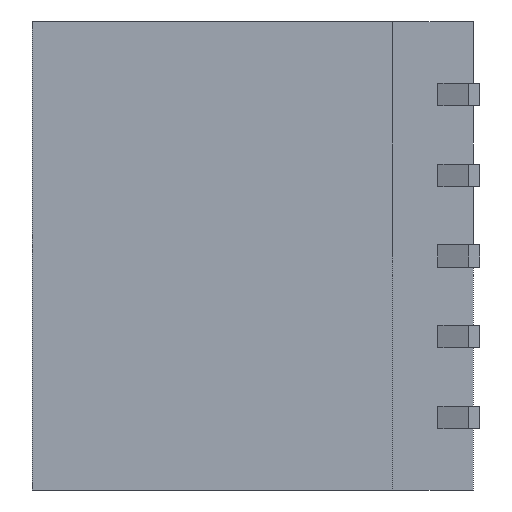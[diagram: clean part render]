
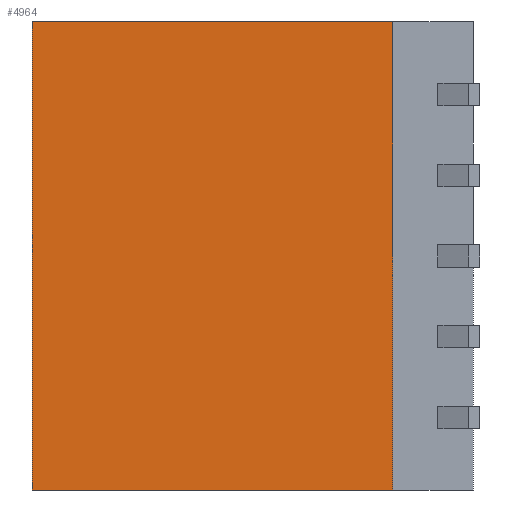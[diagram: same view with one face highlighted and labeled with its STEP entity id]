
A CAD part, left-side view. The second image highlights one B-rep face of the part: STEP entity #4964.
In plain terms, the highlighted planar face has unit normal (-1, 0, 0).
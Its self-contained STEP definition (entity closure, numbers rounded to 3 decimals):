
#189 = EDGE_LOOP ( 'NONE', ( #2256, #3966, #9778, #8989 ) ) ;
#1261 = DIRECTION ( 'NONE',  ( 0., 1., 0. ) ) ;
#1278 = B_SPLINE_CURVE_WITH_KNOTS ( 'NONE', 3,
 ( #9883, #10650, #5656, #2267 ),
 .UNSPECIFIED., .F., .F.,
 ( 4, 4 ),
 ( 0., 1. ),
 .UNSPECIFIED. ) ;
#1871 = LINE ( 'NONE', #2872, #7291 ) ;
#1924 = DIRECTION ( 'NONE',  ( 0., 0., -1. ) ) ;
#2246 = DIRECTION ( 'NONE',  ( 0., 1., 0. ) ) ;
#2256 = ORIENTED_EDGE ( 'NONE', *, *, #2810, .F. ) ;
#2267 = CARTESIAN_POINT ( 'NONE',  ( -6.5, 13.67, 7.25 ) ) ;
#2332 = EDGE_CURVE ( 'NONE', #5940, #7954, #10410, .T. ) ;
#2810 = EDGE_CURVE ( 'NONE', #7012, #5940, #1871, .T. ) ;
#2817 = CARTESIAN_POINT ( 'NONE',  ( -6.5, 13.67, -7.25 ) ) ;
#2872 = CARTESIAN_POINT ( 'NONE',  ( -6.5, 2.501, -7.25 ) ) ;
#3303 = CARTESIAN_POINT ( 'NONE',  ( -6.5, 13.67, 7.25 ) ) ;
#3966 = ORIENTED_EDGE ( 'NONE', *, *, #10580, .T. ) ;
#4862 = DIRECTION ( 'NONE',  ( 0., 0., -1. ) ) ;
#4868 = CARTESIAN_POINT ( 'NONE',  ( -6.5, 13.67, 7.25 ) ) ;
#4964 = ADVANCED_FACE ( 'NONE', ( #5790 ), #9083, .F. ) ;
#5457 = CARTESIAN_POINT ( 'NONE',  ( -6.5, 13.67, -7.25 ) ) ;
#5656 = CARTESIAN_POINT ( 'NONE',  ( -6.5, 13.67, 2.417 ) ) ;
#5790 = FACE_OUTER_BOUND ( 'NONE', #189, .T. ) ;
#5795 = EDGE_CURVE ( 'NONE', #7954, #6285, #1278, .T. ) ;
#5940 = VERTEX_POINT ( 'NONE', #7649 ) ;
#6285 = VERTEX_POINT ( 'NONE', #3303 ) ;
#6358 = VECTOR ( 'NONE', #2246, 1000. ) ;
#6583 = VECTOR ( 'NONE', #1261, 1000. ) ;
#7012 = VERTEX_POINT ( 'NONE', #7921 ) ;
#7291 = VECTOR ( 'NONE', #1924, 1000. ) ;
#7649 = CARTESIAN_POINT ( 'NONE',  ( -6.5, 2.501, -7.25 ) ) ;
#7921 = CARTESIAN_POINT ( 'NONE',  ( -6.5, 2.501, 7.25 ) ) ;
#7954 = VERTEX_POINT ( 'NONE', #5457 ) ;
#8087 = DIRECTION ( 'NONE',  ( 1., 0., 0. ) ) ;
#8198 = CARTESIAN_POINT ( 'NONE',  ( -6.5, 13.67, -7.25 ) ) ;
#8725 = LINE ( 'NONE', #4868, #6358 ) ;
#8989 = ORIENTED_EDGE ( 'NONE', *, *, #2332, .F. ) ;
#9083 = PLANE ( 'NONE',  #9219 ) ;
#9219 = AXIS2_PLACEMENT_3D ( 'NONE', #8198, #8087, #4862 ) ;
#9778 = ORIENTED_EDGE ( 'NONE', *, *, #5795, .F. ) ;
#9883 = CARTESIAN_POINT ( 'NONE',  ( -6.5, 13.67, -7.25 ) ) ;
#10410 = LINE ( 'NONE', #2817, #6583 ) ;
#10580 = EDGE_CURVE ( 'NONE', #7012, #6285, #8725, .T. ) ;
#10650 = CARTESIAN_POINT ( 'NONE',  ( -6.5, 13.67, -2.417 ) ) ;
